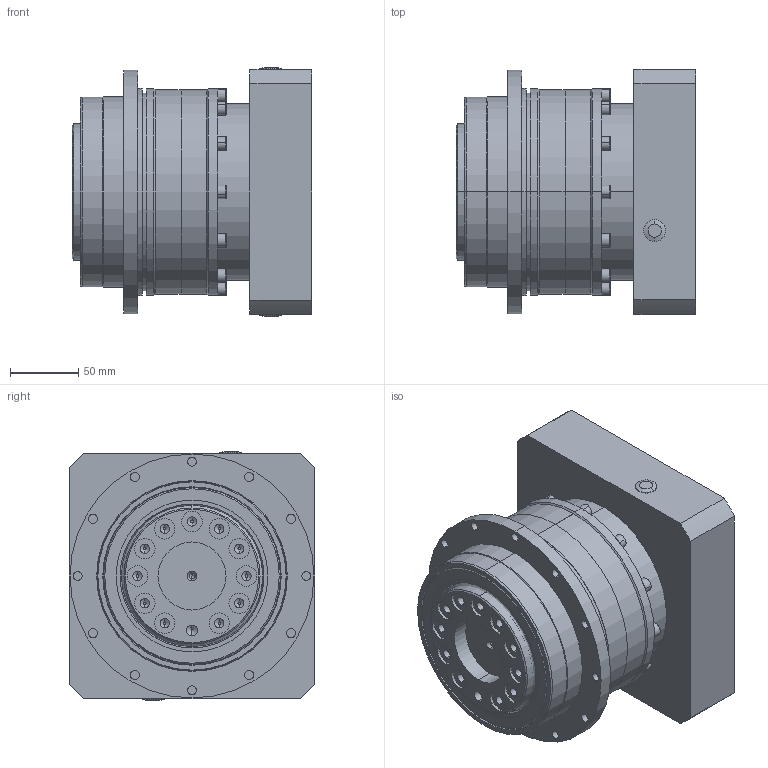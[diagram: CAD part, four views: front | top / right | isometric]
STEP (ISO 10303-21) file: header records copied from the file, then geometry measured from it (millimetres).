
FILE_DESCRIPTION (( 'STEP AP203' ), '1' );
FILE_NAME ('PGY140-L1-35-114.3-200-M12.STEP', '2020-06-27T05:41:27', ( 'ylmfeng' ), ( 'ylmfeng.com' ), 'SwSTEP 2.0', 'SolidWorks 2014', '' );
FILE_SCHEMA (( 'CONFIG_CONTROL_DESIGN' ));
Length unit declared in the file: millimetre
Products named in the file (1): PGY140-L1-35-114.3-200-M12
Bounding box: 176 x 180 x 183 mm (x, y, z)
Volume: 3226919.2 mm3; surface area: 366898.9 mm2
Topology: 29 solids, 30 shells, 700 faces, 1627 edges, 1029 vertices
Faces by surface type: plane 278, cylinder 253, cone 82, torus 59, bspline 28
Entity records: 21666 total; most frequent: CARTESIAN_POINT 5201, DIRECTION 3599, ORIENTED_EDGE 3230, EDGE_CURVE 1615, AXIS2_PLACEMENT_3D 1409, VERTEX_POINT 1029, EDGE_LOOP 846, VECTOR 781
